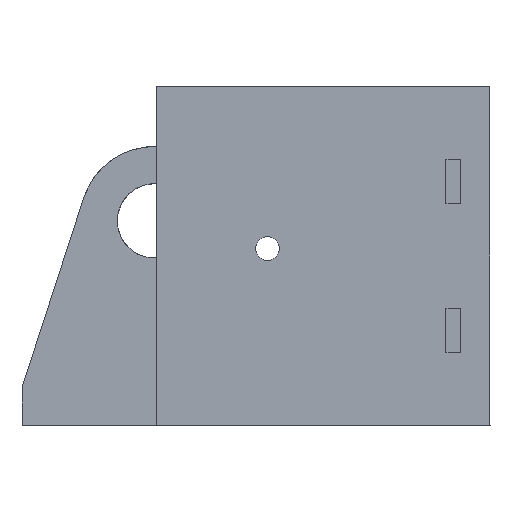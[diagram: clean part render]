
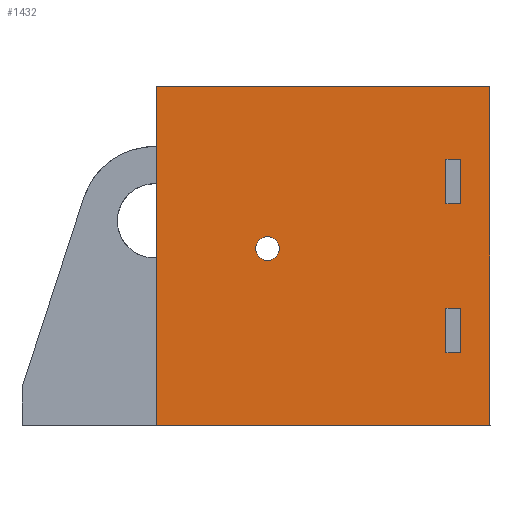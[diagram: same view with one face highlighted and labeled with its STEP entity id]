
A CAD part, left-side view. The second image highlights one B-rep face of the part: STEP entity #1432.
In plain terms, the highlighted planar face has unit normal (-1, 0, 0).
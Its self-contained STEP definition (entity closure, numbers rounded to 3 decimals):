
#36=LINE('',#2203,#178);
#60=LINE('',#2264,#202);
#64=LINE('',#2278,#206);
#68=LINE('',#2291,#210);
#72=LINE('',#2301,#214);
#78=LINE('',#2318,#220);
#87=LINE('',#2338,#229);
#98=LINE('',#3317,#240);
#100=LINE('',#3320,#242);
#102=LINE('',#3324,#244);
#103=LINE('',#3326,#245);
#104=LINE('',#3327,#246);
#178=VECTOR('',#1657,1000.);
#202=VECTOR('',#1703,1000.);
#206=VECTOR('',#1717,1000.);
#210=VECTOR('',#1729,1000.);
#214=VECTOR('',#1737,1000.);
#220=VECTOR('',#1749,1000.);
#229=VECTOR('',#1762,1000.);
#240=VECTOR('',#1815,1000.);
#242=VECTOR('',#1819,1000.);
#244=VECTOR('',#1825,1000.);
#245=VECTOR('',#1828,1000.);
#246=VECTOR('',#1829,1000.);
#320=PLANE('',#1548);
#388=FACE_BOUND('',#555,.T.);
#389=FACE_BOUND('',#556,.T.);
#390=FACE_BOUND('',#557,.T.);
#444=FACE_OUTER_BOUND('',#554,.T.);
#554=EDGE_LOOP('',(#1175,#1176,#1177,#1178));
#555=EDGE_LOOP('',(#1179,#1180,#1181,#1182));
#556=EDGE_LOOP('',(#1183));
#557=EDGE_LOOP('',(#1184,#1185,#1186,#1187));
#656=CIRCLE('',#1549,1.6);
#694=VERTEX_POINT('',#2200);
#695=VERTEX_POINT('',#2202);
#720=VERTEX_POINT('',#2261);
#721=VERTEX_POINT('',#2263);
#725=VERTEX_POINT('',#2275);
#726=VERTEX_POINT('',#2277);
#730=VERTEX_POINT('',#2288);
#731=VERTEX_POINT('',#2290);
#735=VERTEX_POINT('',#2299);
#742=VERTEX_POINT('',#2315);
#743=VERTEX_POINT('',#2317);
#752=VERTEX_POINT('',#2337);
#772=VERTEX_POINT('',#3328);
#833=EDGE_CURVE('',#695,#694,#36,.T.);
#862=EDGE_CURVE('',#720,#721,#60,.T.);
#868=EDGE_CURVE('',#725,#726,#64,.T.);
#874=EDGE_CURVE('',#730,#731,#68,.T.);
#879=EDGE_CURVE('',#735,#694,#72,.T.);
#887=EDGE_CURVE('',#742,#743,#78,.T.);
#897=EDGE_CURVE('',#695,#752,#87,.T.);
#927=EDGE_CURVE('',#726,#730,#98,.T.);
#929=EDGE_CURVE('',#731,#725,#100,.T.);
#931=EDGE_CURVE('',#743,#720,#102,.T.);
#932=EDGE_CURVE('',#735,#752,#103,.T.);
#933=EDGE_CURVE('',#721,#742,#104,.T.);
#934=EDGE_CURVE('',#772,#772,#656,.T.);
#1175=ORIENTED_EDGE('',*,*,#897,.F.);
#1176=ORIENTED_EDGE('',*,*,#833,.T.);
#1177=ORIENTED_EDGE('',*,*,#879,.F.);
#1178=ORIENTED_EDGE('',*,*,#932,.T.);
#1179=ORIENTED_EDGE('',*,*,#933,.F.);
#1180=ORIENTED_EDGE('',*,*,#862,.F.);
#1181=ORIENTED_EDGE('',*,*,#931,.F.);
#1182=ORIENTED_EDGE('',*,*,#887,.F.);
#1183=ORIENTED_EDGE('',*,*,#934,.T.);
#1184=ORIENTED_EDGE('',*,*,#927,.F.);
#1185=ORIENTED_EDGE('',*,*,#868,.F.);
#1186=ORIENTED_EDGE('',*,*,#929,.F.);
#1187=ORIENTED_EDGE('',*,*,#874,.F.);
#1432=ADVANCED_FACE('',(#444,#388,#389,#390),#320,.T.);
#1548=AXIS2_PLACEMENT_3D('',#3325,#1826,#1827);
#1549=AXIS2_PLACEMENT_3D('',#3329,#1830,#1831);
#1657=DIRECTION('',(0.,-1.,0.));
#1703=DIRECTION('',(0.,0.,-1.));
#1717=DIRECTION('',(0.,0.,-1.));
#1729=DIRECTION('',(0.,0.,1.));
#1737=DIRECTION('',(0.,0.,-1.));
#1749=DIRECTION('',(0.,0.,1.));
#1762=DIRECTION('',(0.,0.,1.));
#1815=DIRECTION('',(0.,-1.,0.));
#1819=DIRECTION('',(0.,1.,0.));
#1825=DIRECTION('',(0.,1.,0.));
#1826=DIRECTION('center_axis',(-1.,0.,0.));
#1827=DIRECTION('ref_axis',(0.,0.,-1.));
#1828=DIRECTION('',(0.,1.,0.));
#1829=DIRECTION('',(0.,-1.,0.));
#1830=DIRECTION('center_axis',(1.,0.,0.));
#1831=DIRECTION('ref_axis',(0.,-1.,0.));
#2200=CARTESIAN_POINT('',(28.451,33.269,51.895));
#2202=CARTESIAN_POINT('',(28.451,78.132,51.895));
#2203=CARTESIAN_POINT('',(28.451,33.269,51.895));
#2261=CARTESIAN_POINT('',(28.451,39.2,67.645));
#2263=CARTESIAN_POINT('',(28.451,39.2,61.645));
#2264=CARTESIAN_POINT('',(28.451,39.2,69.645));
#2275=CARTESIAN_POINT('',(28.451,39.2,87.645));
#2277=CARTESIAN_POINT('',(28.451,39.2,81.645));
#2278=CARTESIAN_POINT('',(28.451,39.2,79.645));
#2288=CARTESIAN_POINT('',(28.451,37.2,81.645));
#2290=CARTESIAN_POINT('',(28.451,37.2,87.645));
#2291=CARTESIAN_POINT('',(28.451,37.2,79.645));
#2299=CARTESIAN_POINT('',(28.451,33.269,97.395));
#2301=CARTESIAN_POINT('',(28.451,33.269,97.395));
#2315=CARTESIAN_POINT('',(28.451,37.2,61.645));
#2317=CARTESIAN_POINT('',(28.451,37.2,67.645));
#2318=CARTESIAN_POINT('',(28.451,37.2,69.645));
#2337=CARTESIAN_POINT('',(28.451,78.132,97.395));
#2338=CARTESIAN_POINT('',(28.451,78.132,51.895));
#3317=CARTESIAN_POINT('',(28.451,42.7,81.645));
#3320=CARTESIAN_POINT('',(28.451,40.7,87.645));
#3324=CARTESIAN_POINT('',(28.451,40.7,67.645));
#3325=CARTESIAN_POINT('Origin',(28.451,78.132,74.645));
#3326=CARTESIAN_POINT('',(28.451,33.269,97.395));
#3327=CARTESIAN_POINT('',(28.451,42.7,61.645));
#3328=CARTESIAN_POINT('',(28.451,64.802,75.645));
#3329=CARTESIAN_POINT('Origin',(28.451,63.202,75.645));
